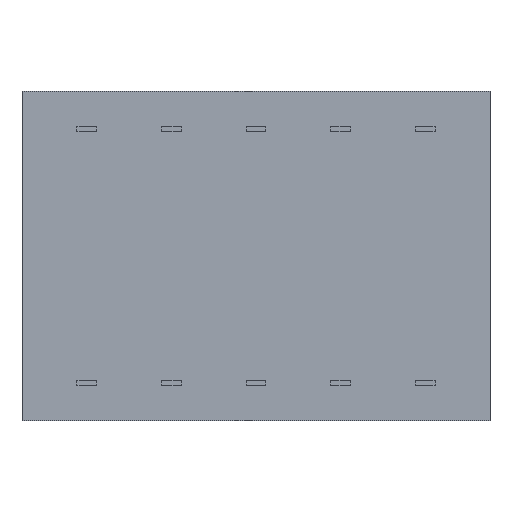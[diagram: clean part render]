
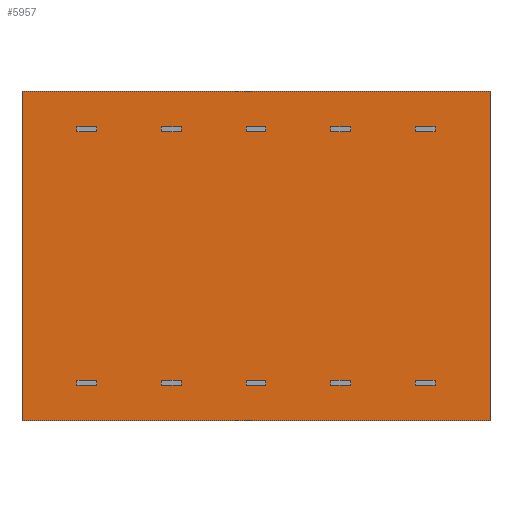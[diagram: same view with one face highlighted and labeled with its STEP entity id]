
A CAD part, front view. The second image highlights one B-rep face of the part: STEP entity #5957.
In plain terms, the highlighted planar face has unit normal (0, -1, 0).
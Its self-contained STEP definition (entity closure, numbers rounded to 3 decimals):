
#477=FACE_OUTER_BOUND('',#847,.T.);
#847=EDGE_LOOP('',(#4096,#4097,#4098,#4099));
#1265=LINE('',#7925,#1906);
#1277=LINE('',#7948,#1918);
#1278=LINE('',#7951,#1919);
#1279=LINE('',#7952,#1920);
#1906=VECTOR('',#6731,10.);
#1918=VECTOR('',#6753,10.);
#1919=VECTOR('',#6756,10.);
#1920=VECTOR('',#6757,10.);
#2524=VERTEX_POINT('',#7922);
#2525=VERTEX_POINT('',#7924);
#2531=VERTEX_POINT('',#7946);
#2532=VERTEX_POINT('',#7950);
#3129=EDGE_CURVE('',#2525,#2524,#1265,.T.);
#3141=EDGE_CURVE('',#2524,#2531,#1277,.T.);
#3142=EDGE_CURVE('',#2532,#2531,#1278,.T.);
#3143=EDGE_CURVE('',#2525,#2532,#1279,.T.);
#4096=ORIENTED_EDGE('',*,*,#3129,.T.);
#4097=ORIENTED_EDGE('',*,*,#3141,.T.);
#4098=ORIENTED_EDGE('',*,*,#3142,.F.);
#4099=ORIENTED_EDGE('',*,*,#3143,.F.);
#5708=PLANE('',#6367);
#5957=ADVANCED_FACE('',(#477),#5708,.T.);
#6367=AXIS2_PLACEMENT_3D('',#7949,#6754,#6755);
#6731=DIRECTION('',(0.,0.,-1.));
#6753=DIRECTION('',(1.,0.,0.));
#6754=DIRECTION('center_axis',(0.,-1.,0.));
#6755=DIRECTION('ref_axis',(0.,0.,-1.));
#6756=DIRECTION('',(0.,0.,-1.));
#6757=DIRECTION('',(1.,0.,0.));
#7922=CARTESIAN_POINT('',(-7.03,0.,-4.95));
#7924=CARTESIAN_POINT('',(-7.03,0.,4.95));
#7925=CARTESIAN_POINT('',(-7.03,0.,4.95));
#7946=CARTESIAN_POINT('',(7.03,0.,-4.95));
#7948=CARTESIAN_POINT('',(-7.03,0.,-4.95));
#7949=CARTESIAN_POINT('Origin',(-7.03,0.,4.95));
#7950=CARTESIAN_POINT('',(7.03,0.,4.95));
#7951=CARTESIAN_POINT('',(7.03,0.,4.95));
#7952=CARTESIAN_POINT('',(-7.03,0.,4.95));
